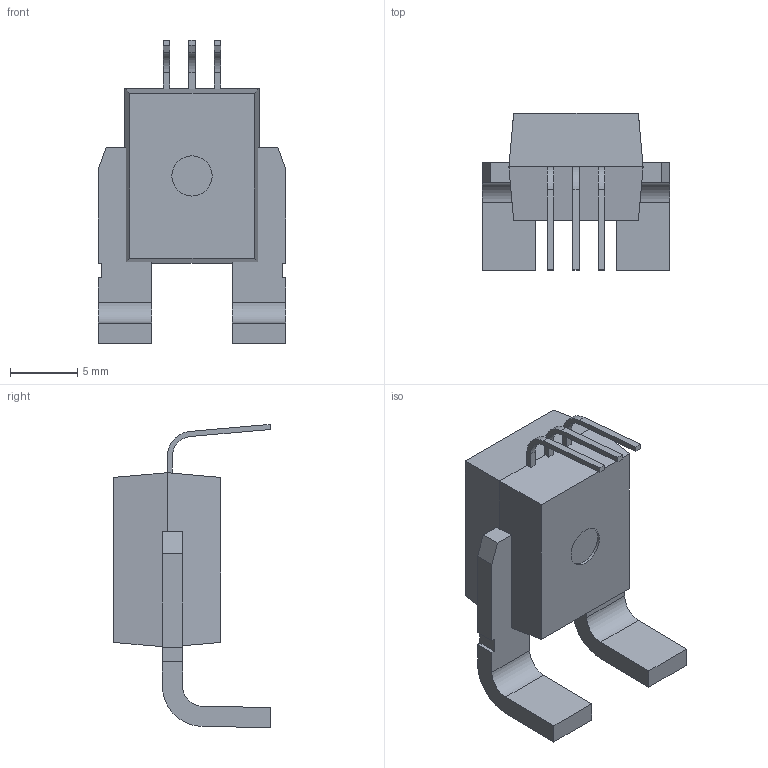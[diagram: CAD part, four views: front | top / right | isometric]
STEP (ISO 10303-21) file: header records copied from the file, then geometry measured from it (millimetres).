
FILE_DESCRIPTION (( 'STEP AP214' ), '1' );
FILE_NAME ('ACS758LCB-100B-PSF-T.STEP', '2023-03-04T17:41:28', ( '' ), ( '' ), 'SwSTEP 2.0', 'SolidWorks 2022', '' );
FILE_SCHEMA (( 'AUTOMOTIVE_DESIGN' ));
Length unit declared in the file: inch
Products named in the file (7): ACS758LCB-100B-PFF-T_6; ACS758LCB-100B-PFF-T_2; ACS758LCB-100B-PFF-T_3; ACS758LCB-100B-PSF-T; ACS758LCB-100B-PFF-T_4; ACS758LCB-100B-PFF-T_5; ACS758LCB-100B-PFF-T
Assembly tree (6 placements, depth 2):
  ACS758LCB-100B-PSF-T
    ACS758LCB-100B-PFF-T_5
    ACS758LCB-100B-PFF-T_2
    ACS758LCB-100B-PFF-T_6
    ACS758LCB-100B-PFF-T
    ACS758LCB-100B-PFF-T_3
    ACS758LCB-100B-PFF-T_4
Bounding box: 14 x 11.7 x 22.6 mm (x, y, z)
Volume: 1167.9 mm3; surface area: 1173.3 mm2
Topology: 6 solids, 6 shells, 87 faces, 214 edges, 142 vertices
Faces by surface type: plane 71, cylinder 16
Entity records: 3999 total; most frequent: CARTESIAN_POINT 452, DIRECTION 438, ORIENTED_EDGE 428, EDGE_CURVE 214, LINE 182, VECTOR 182, VERTEX_POINT 142, AXIS2_PLACEMENT_3D 128
